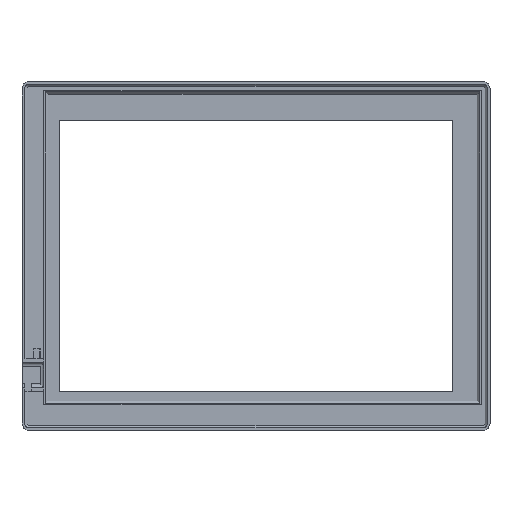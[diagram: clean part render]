
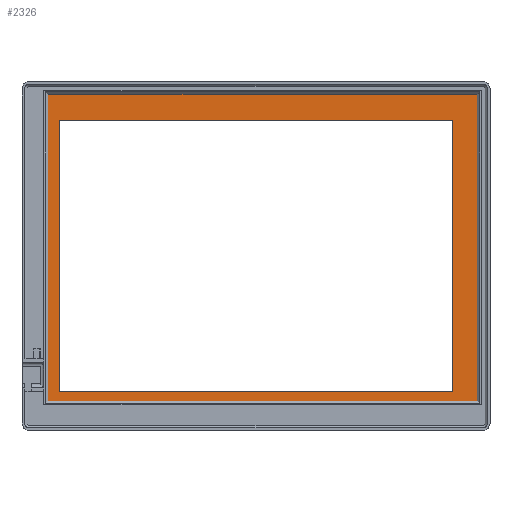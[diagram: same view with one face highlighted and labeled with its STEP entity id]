
A CAD part, top view. The second image highlights one B-rep face of the part: STEP entity #2326.
In plain terms, the highlighted planar face has unit normal (0, 0, 1).
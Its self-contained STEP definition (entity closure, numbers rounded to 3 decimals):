
#84=FACE_BOUND('',#383,.T.);
#256=FACE_OUTER_BOUND('',#382,.T.);
#382=EDGE_LOOP('',(#2003,#2004,#2005,#2006));
#383=EDGE_LOOP('',(#2007,#2008,#2009,#2010));
#522=LINE('',#3572,#775);
#526=LINE('',#3579,#779);
#529=LINE('',#3585,#782);
#530=LINE('',#3587,#783);
#632=LINE('',#4103,#885);
#633=LINE('',#4105,#886);
#634=LINE('',#4107,#887);
#635=LINE('',#4108,#888);
#775=VECTOR('',#2667,10.);
#779=VECTOR('',#2673,10.);
#782=VECTOR('',#2678,10.);
#783=VECTOR('',#2681,10.);
#885=VECTOR('',#2923,10.);
#886=VECTOR('',#2924,10.);
#887=VECTOR('',#2925,10.);
#888=VECTOR('',#2926,10.);
#1020=VERTEX_POINT('',#3569);
#1021=VERTEX_POINT('',#3571);
#1023=VERTEX_POINT('',#3577);
#1025=VERTEX_POINT('',#3583);
#1112=VERTEX_POINT('',#4101);
#1113=VERTEX_POINT('',#4102);
#1114=VERTEX_POINT('',#4104);
#1115=VERTEX_POINT('',#4106);
#1285=EDGE_CURVE('',#1021,#1020,#522,.T.);
#1289=EDGE_CURVE('',#1020,#1023,#526,.T.);
#1292=EDGE_CURVE('',#1023,#1025,#529,.T.);
#1293=EDGE_CURVE('',#1025,#1021,#530,.T.);
#1435=EDGE_CURVE('',#1112,#1113,#632,.T.);
#1436=EDGE_CURVE('',#1114,#1112,#633,.T.);
#1437=EDGE_CURVE('',#1115,#1114,#634,.T.);
#1438=EDGE_CURVE('',#1113,#1115,#635,.T.);
#2003=ORIENTED_EDGE('',*,*,#1285,.T.);
#2004=ORIENTED_EDGE('',*,*,#1289,.T.);
#2005=ORIENTED_EDGE('',*,*,#1292,.T.);
#2006=ORIENTED_EDGE('',*,*,#1293,.T.);
#2007=ORIENTED_EDGE('',*,*,#1435,.F.);
#2008=ORIENTED_EDGE('',*,*,#1436,.F.);
#2009=ORIENTED_EDGE('',*,*,#1437,.F.);
#2010=ORIENTED_EDGE('',*,*,#1438,.F.);
#2205=PLANE('',#2461);
#2326=ADVANCED_FACE('',(#256,#84),#2205,.F.);
#2461=AXIS2_PLACEMENT_3D('',#4100,#2921,#2922);
#2667=DIRECTION('',(-1.,0.,0.));
#2673=DIRECTION('',(0.,-1.,0.));
#2678=DIRECTION('',(1.,0.,0.));
#2681=DIRECTION('',(0.,1.,0.));
#2921=DIRECTION('center_axis',(0.,0.,-1.));
#2922=DIRECTION('ref_axis',(-1.,0.,0.));
#2923=DIRECTION('',(0.,-1.,0.));
#2924=DIRECTION('',(-1.,0.,0.));
#2925=DIRECTION('',(0.,1.,0.));
#2926=DIRECTION('',(1.,0.,0.));
#3569=CARTESIAN_POINT('',(-107.2,83.3,2.));
#3571=CARTESIAN_POINT('',(114.,83.3,2.));
#3572=CARTESIAN_POINT('',(-53.6,83.3,2.));
#3577=CARTESIAN_POINT('',(-107.2,-74.7,2.));
#3579=CARTESIAN_POINT('',(-107.2,-37.35,2.));
#3583=CARTESIAN_POINT('',(114.,-74.7,2.));
#3585=CARTESIAN_POINT('',(57.,-74.7,2.));
#3587=CARTESIAN_POINT('',(114.,41.65,2.));
#4100=CARTESIAN_POINT('Origin',(0.,0.,
2.));
#4101=CARTESIAN_POINT('',(-101.4,69.8,2.));
#4102=CARTESIAN_POINT('',(-101.4,-69.8,2.));
#4103=CARTESIAN_POINT('',(-101.4,-34.9,2.));
#4104=CARTESIAN_POINT('',(101.4,69.8,2.));
#4105=CARTESIAN_POINT('',(-50.7,69.8,2.));
#4106=CARTESIAN_POINT('',(101.4,-69.8,2.));
#4107=CARTESIAN_POINT('',(101.4,34.9,2.));
#4108=CARTESIAN_POINT('',(50.7,-69.8,2.));
